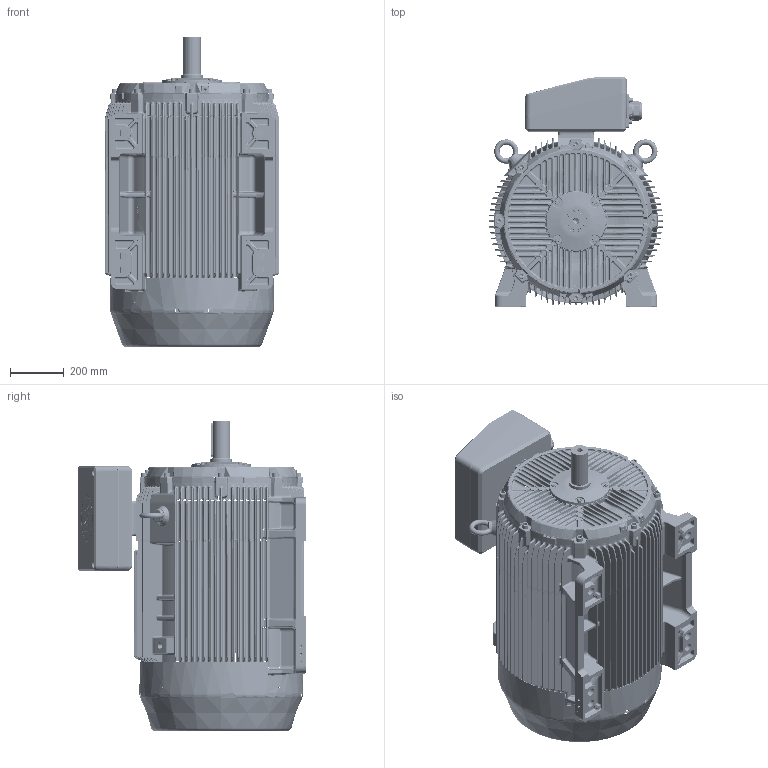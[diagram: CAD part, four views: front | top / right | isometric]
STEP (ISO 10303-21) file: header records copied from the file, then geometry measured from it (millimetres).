
FILE_DESCRIPTION(/* description */ (''),/* implementation_level */ '2;1');
FILE_NAME(/* name */ '6441204xx-AB-DIS GORUNUS QHG 315L-2 B3 KI TK-T.stp',/* time_stamp */ '2023-06-12T11:18:46+03:00',/* author */ (''),/* organization */ (''),/* preprocessor_version */ 'ST-DEVELOPER v16',/* originating_system */ 'SIEMENS PLM Software NX 11.0',/* authorisation */ '');
FILE_SCHEMA (('AUTOMOTIVE_DESIGN { 1 0 10303 214 3 1 1 1 }'));
Length unit declared in the file: millimetre
Products named in the file (1): 26009910674F4ppx
Bounding box: 645 x 846.93 x 1150 mm (x, y, z)
Surface area: 7619359 mm2 (no closed solid volume)
Topology: 0 solids, 144 shells, 8554 faces, 30229 edges, 20117 vertices
Faces by surface type: plane 3308, bspline 1958, cylinder 1860, cone 589, torus 449, sphere 390
Full cylindrical faces by diameter (mm): 4 x2, 5.3 x1, 8 x3, 8.5 x4, 8.8 x2, 9 x2, 10 x6, 12 x2, 12.1 x1, 16 x12, 20 x16, 21 x2, 24 x8, 43.4 x1, 44 x3, 44.4 x2, 44.5 x2, 50 x2, 64.4 x1, 64.8 x2, 65 x1, 80 x2, 604 x1, 607 x1
Entity records: 387668 total; most frequent: CARTESIAN_POINT 125664, ORIENTED_EDGE 47913, DIRECTION 43509, EDGE_CURVE 29559, VERTEX_POINT 20065, LINE 16199, VECTOR 16199, AXIS2_PLACEMENT_3D 13655
